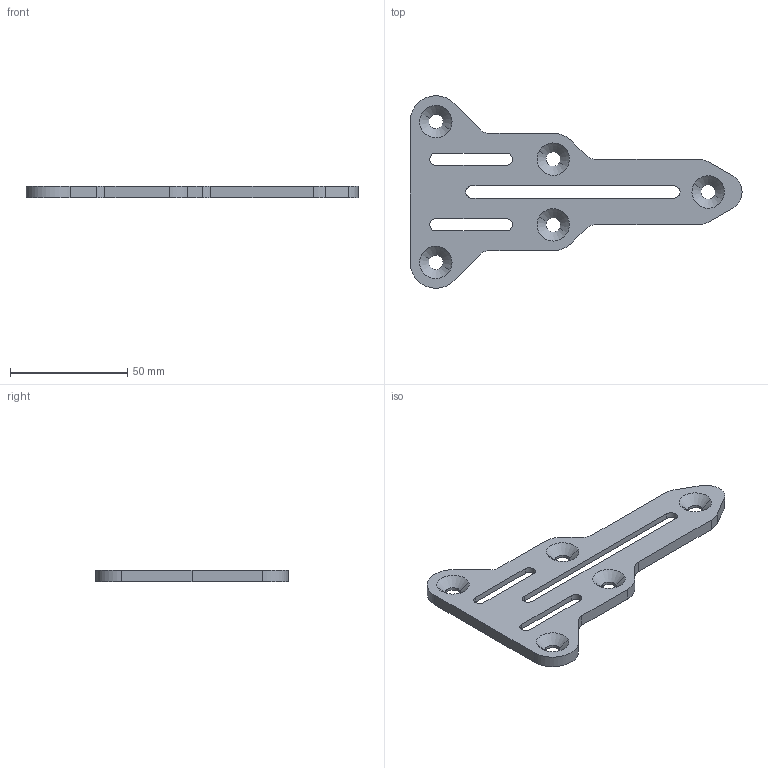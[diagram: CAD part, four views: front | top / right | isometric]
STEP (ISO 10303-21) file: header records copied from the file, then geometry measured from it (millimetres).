
FILE_DESCRIPTION(('CATIA V5 STEP Exchange'),'2;1');
FILE_NAME('Plaque interface - 00.stp','2018-02-18T15:28:17+00:00',('none'),('none'),'CATIA Version 5 Release 21 GA (IN-10)','CATIA V5 STEP AP203','none');
FILE_SCHEMA(('CONFIG_CONTROL_DESIGN'));
Length unit declared in the file: millimetre
Products named in the file (1): Plaque interface - 00
Bounding box: 141.4 x 81.97 x 5 mm (x, y, z)
Volume: 21363.1 mm3; surface area: 14413.7 mm2
Topology: 1 solids, 1 shells, 72 faces, 191 edges, 124 vertices
Faces by surface type: cylinder 33, plane 29, cone 10
Entity records: 2184 total; most frequent: ORIENTED_EDGE 382, CARTESIAN_POINT 375, DIRECTION 309, EDGE_CURVE 191, AXIS2_PLACEMENT_3D 136, VERTEX_POINT 124, VECTOR 115, LINE 115
